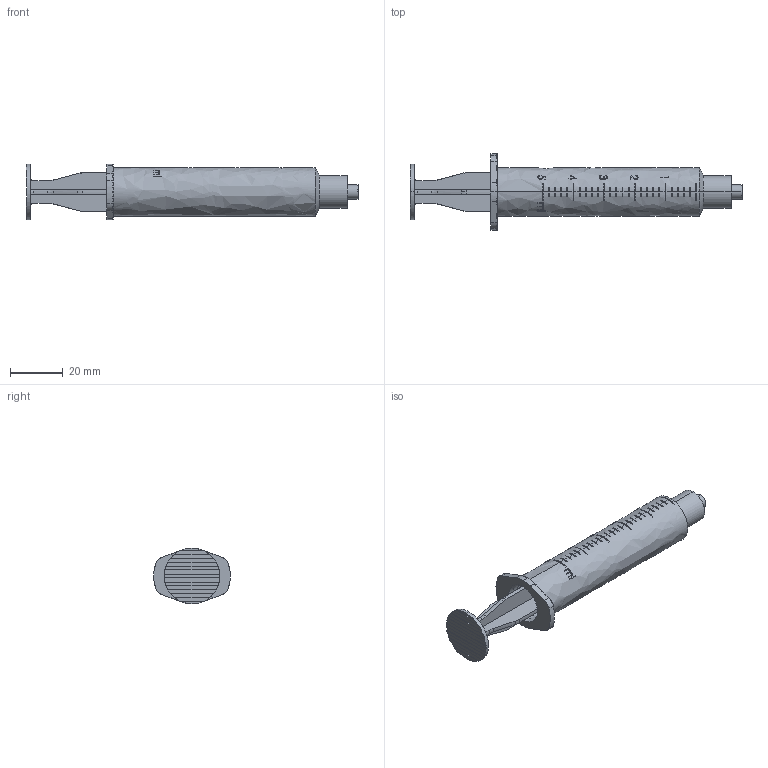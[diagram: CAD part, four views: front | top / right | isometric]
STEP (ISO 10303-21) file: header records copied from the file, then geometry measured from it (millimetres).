
FILE_DESCRIPTION(('FreeCAD Model'),'2;1');
FILE_NAME('Open CASCADE Shape Model','2025-04-29T17:39:02',('FreeCAD'),( 'FreeCAD'),'Open CASCADE STEP processor 7.6','FreeCAD','Unknown');
FILE_SCHEMA(('AUTOMOTIVE_DESIGN { 1 0 10303 214 1 1 1 1 }'));
Length unit declared in the file: millimetre
Products named in the file (1): Open CASCADE STEP translator 7.6 1
Bounding box: 125.67 x 29.04 x 21.13 mm (x, y, z)
Volume: 12875.4 mm3; surface area: 18121.6 mm2
Topology: 3 solids, 3 shells, 562 faces, 1584 edges, 1022 vertices
Faces by surface type: bspline 562
Entity records: 26721 total; most frequent: CARTESIAN_POINT 17558, ORIENTED_EDGE 3156, EDGE_CURVE 1578, B_SPLINE_CURVE_WITH_KNOTS 1237, VERTEX_POINT 1022, FACE_BOUND 600, EDGE_LOOP 600, ADVANCED_FACE 562
